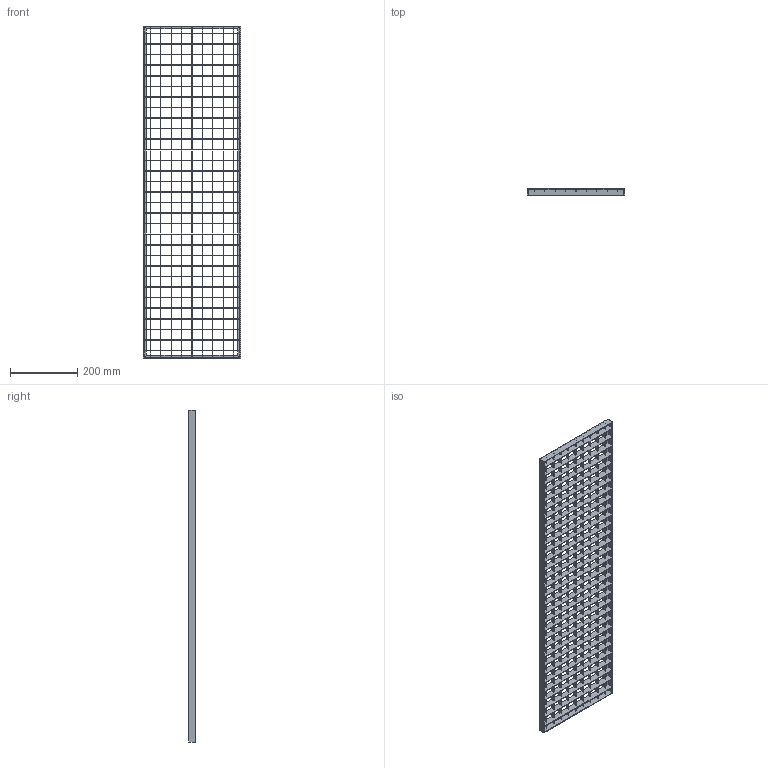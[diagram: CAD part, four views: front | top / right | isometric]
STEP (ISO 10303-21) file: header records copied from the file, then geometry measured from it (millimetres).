
FILE_DESCRIPTION (( 'STEP AP203' ), '1' );
FILE_NAME ('23-29993020-7.step', '2015-08-26T22:52:40', ( '' ), ( '' ), 'SwSTEP 2.0', 'SolidWorks 2015', '' );
FILE_SCHEMA (( 'CONFIG_CONTROL_DESIGN' ));
Length unit declared in the file: millimetre
Products named in the file (1): 23-29993020-7
Bounding box: 290 x 20 x 990 mm (x, y, z)
Volume: 481523 mm3; surface area: 698819 mm2
Topology: 1 solids, 1 shells, 1168 faces, 4352 edges, 2896 vertices
Faces by surface type: plane 1168
Entity records: 46390 total; most frequent: ORIENTED_EDGE 8704, CARTESIAN_POINT 8432, DIRECTION 6685, EDGE_CURVE 4352, LINE 4347, VECTOR 4347, VERTEX_POINT 2896, EDGE_LOOP 1518
